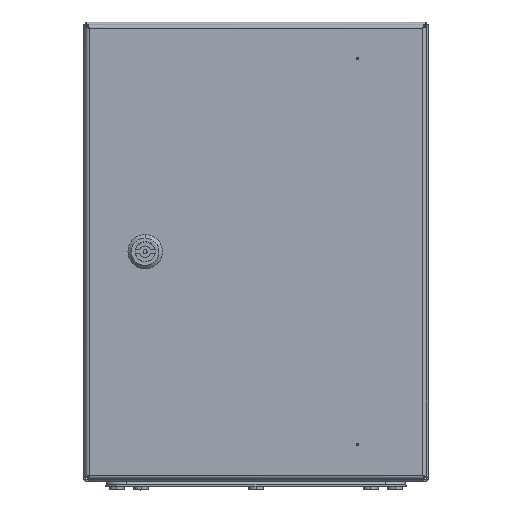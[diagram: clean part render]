
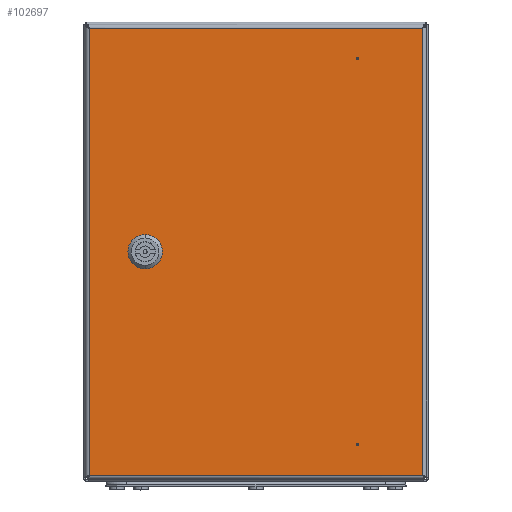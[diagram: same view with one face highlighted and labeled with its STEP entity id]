
A CAD part, top view. The second image highlights one B-rep face of the part: STEP entity #102697.
In plain terms, the highlighted planar face has unit normal (0, 0, 1).
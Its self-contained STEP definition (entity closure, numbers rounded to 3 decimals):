
#1241 = DIRECTION ( 'NONE',  ( 1., 0., 0. ) ) ;
#2022 = CARTESIAN_POINT ( 'NONE',  ( -86.5, -5.154, 0. ) ) ;
#2796 = EDGE_CURVE ( 'NONE', #52485, #107719, #32619, .T. ) ;
#4061 = CIRCLE ( 'NONE', #62339, 0.888 ) ;
#4124 = CARTESIAN_POINT ( 'NONE',  ( 88.5, 168.888, 0. ) ) ;
#4544 = CARTESIAN_POINT ( 'NONE',  ( -101.654, -10., 0. ) ) ;
#4697 = EDGE_CURVE ( 'NONE', #56409, #55745, #68760, .T. ) ;
#4788 = ORIENTED_EDGE ( 'NONE', *, *, #102017, .T. ) ;
#5036 = CARTESIAN_POINT ( 'NONE',  ( 88.5, 167.112, 0. ) ) ;
#5315 = CARTESIAN_POINT ( 'NONE',  ( 145.1, -196.246, 0. ) ) ;
#5744 = FACE_OUTER_BOUND ( 'NONE', #26970, .T. ) ;
#6586 = PLANE ( 'NONE',  #45179 ) ;
#8359 = EDGE_CURVE ( 'NONE', #45293, #72173, #111092, .T. ) ;
#9978 = CIRCLE ( 'NONE', #83394, 11.25 ) ;
#10119 = LINE ( 'NONE', #25501, #45801 ) ;
#11001 = DIRECTION ( 'NONE',  ( 1., 0., 0. ) ) ;
#11419 = EDGE_CURVE ( 'NONE', #72173, #45293, #4061, .T. ) ;
#12530 = FACE_BOUND ( 'NONE', #48168, .T. ) ;
#13994 = CARTESIAN_POINT ( 'NONE',  ( -91.346, 10., 0. ) ) ;
#14127 = CARTESIAN_POINT ( 'NONE',  ( -96.5, 0., 0. ) ) ;
#14553 = CARTESIAN_POINT ( 'NONE',  ( -86.5, 5.154, 0. ) ) ;
#14950 = EDGE_CURVE ( 'NONE', #78881, #99805, #42089, .T. ) ;
#15421 = LINE ( 'NONE', #40882, #92244 ) ;
#16478 = EDGE_CURVE ( 'NONE', #107719, #77767, #85990, .T. ) ;
#17296 = CARTESIAN_POINT ( 'NONE',  ( 88.5, -167.112, 0. ) ) ;
#17324 = CARTESIAN_POINT ( 'NONE',  ( 88.5, -168.888, 0. ) ) ;
#19407 = ORIENTED_EDGE ( 'NONE', *, *, #2796, .F. ) ;
#20619 = DIRECTION ( 'NONE',  ( -1., 0., 0. ) ) ;
#20785 = VERTEX_POINT ( 'NONE', #35396 ) ;
#22235 = DIRECTION ( 'NONE',  ( 0., 1., 0. ) ) ;
#23104 = ORIENTED_EDGE ( 'NONE', *, *, #83009, .T. ) ;
#23526 = LINE ( 'NONE', #46687, #81165 ) ;
#25092 = ORIENTED_EDGE ( 'NONE', *, *, #4697, .F. ) ;
#25501 = CARTESIAN_POINT ( 'NONE',  ( -146.746, -194.6, 0. ) ) ;
#25895 = DIRECTION ( 'NONE',  ( 1., 0., 0. ) ) ;
#26400 = VECTOR ( 'NONE', #22235, 1000. ) ;
#26970 = EDGE_LOOP ( 'NONE', ( #109843, #4788, #23104, #76428 ) ) ;
#27555 = VECTOR ( 'NONE', #54153, 1000. ) ;
#28200 = CIRCLE ( 'NONE', #85074, 11.25 ) ;
#28205 = VECTOR ( 'NONE', #91133, 1000. ) ;
#28767 = CARTESIAN_POINT ( 'NONE',  ( -106.5, 5.154, 0. ) ) ;
#29979 = LINE ( 'NONE', #86268, #104161 ) ;
#30153 = DIRECTION ( 'NONE',  ( 0., 0., 1. ) ) ;
#32619 = CIRCLE ( 'NONE', #75202, 11.25 ) ;
#35179 = VERTEX_POINT ( 'NONE', #57696 ) ;
#35396 = CARTESIAN_POINT ( 'NONE',  ( 145.1, -194.6, 0. ) ) ;
#37346 = EDGE_CURVE ( 'NONE', #49629, #35179, #29979, .T. ) ;
#37737 = CARTESIAN_POINT ( 'NONE',  ( -96.5, 0., 0. ) ) ;
#38227 = CARTESIAN_POINT ( 'NONE',  ( -96.5, 0., 0. ) ) ;
#39442 = VERTEX_POINT ( 'NONE', #28767 ) ;
#40328 = EDGE_CURVE ( 'NONE', #77767, #56409, #28200, .T. ) ;
#40882 = CARTESIAN_POINT ( 'NONE',  ( -145.1, 196.246, 0. ) ) ;
#41965 = ORIENTED_EDGE ( 'NONE', *, *, #8359, .F. ) ;
#41967 = LINE ( 'NONE', #100732, #28205 ) ;
#42089 = CIRCLE ( 'NONE', #43406, 0.888 ) ;
#43354 = VERTEX_POINT ( 'NONE', #49030 ) ;
#43360 = VECTOR ( 'NONE', #90925, 1000. ) ;
#43406 = AXIS2_PLACEMENT_3D ( 'NONE', #89657, #53581, #11001 ) ;
#45179 = AXIS2_PLACEMENT_3D ( 'NONE', #111376, #58731, #85604 ) ;
#45293 = VERTEX_POINT ( 'NONE', #17324 ) ;
#45801 = VECTOR ( 'NONE', #60337, 1000. ) ;
#45921 = CARTESIAN_POINT ( 'NONE',  ( 88.5, 168., 0. ) ) ;
#46313 = CARTESIAN_POINT ( 'NONE',  ( -101.654, 10., 0. ) ) ;
#46687 = CARTESIAN_POINT ( 'NONE',  ( -101.654, 10., 0. ) ) ;
#48168 = EDGE_LOOP ( 'NONE', ( #76573, #105521, #56257, #25092, #98411, #52158, #19407, #83989 ) ) ;
#49030 = CARTESIAN_POINT ( 'NONE',  ( -145.1, -194.6, 0. ) ) ;
#49109 = EDGE_CURVE ( 'NONE', #20785, #49629, #58056, .T. ) ;
#49528 = CIRCLE ( 'NONE', #78675, 0.888 ) ;
#49572 = EDGE_CURVE ( 'NONE', #61627, #39442, #9978, .T. ) ;
#49629 = VERTEX_POINT ( 'NONE', #109564 ) ;
#50745 = CIRCLE ( 'NONE', #63215, 11.25 ) ;
#52158 = ORIENTED_EDGE ( 'NONE', *, *, #16478, .F. ) ;
#52371 = FACE_BOUND ( 'NONE', #96194, .T. ) ;
#52485 = VERTEX_POINT ( 'NONE', #54539 ) ;
#53581 = DIRECTION ( 'NONE',  ( 0., 0., 1. ) ) ;
#54153 = DIRECTION ( 'NONE',  ( 0., 1., 0. ) ) ;
#54350 = DIRECTION ( 'NONE',  ( 0., 0., 1. ) ) ;
#54539 = CARTESIAN_POINT ( 'NONE',  ( -106.5, -5.154, 0. ) ) ;
#55745 = VERTEX_POINT ( 'NONE', #14553 ) ;
#56257 = ORIENTED_EDGE ( 'NONE', *, *, #88718, .F. ) ;
#56409 = VERTEX_POINT ( 'NONE', #2022 ) ;
#57696 = CARTESIAN_POINT ( 'NONE',  ( -145.1, 194.6, 0. ) ) ;
#58056 = LINE ( 'NONE', #5315, #26400 ) ;
#58445 = EDGE_CURVE ( 'NONE', #39442, #52485, #41967, .T. ) ;
#58731 = DIRECTION ( 'NONE',  ( 0., 0., 1. ) ) ;
#60337 = DIRECTION ( 'NONE',  ( 1., 0., 0. ) ) ;
#61627 = VERTEX_POINT ( 'NONE', #46313 ) ;
#62197 = CARTESIAN_POINT ( 'NONE',  ( -86.5, 5.154, 0. ) ) ;
#62339 = AXIS2_PLACEMENT_3D ( 'NONE', #79098, #96731, #62564 ) ;
#62564 = DIRECTION ( 'NONE',  ( 1., 0., 0. ) ) ;
#63215 = AXIS2_PLACEMENT_3D ( 'NONE', #37737, #81035, #1241 ) ;
#64714 = FACE_BOUND ( 'NONE', #66958, .T. ) ;
#66958 = EDGE_LOOP ( 'NONE', ( #69287, #41965 ) ) ;
#68760 = LINE ( 'NONE', #62197, #27555 ) ;
#68912 = EDGE_CURVE ( 'NONE', #108176, #61627, #23526, .T. ) ;
#69287 = ORIENTED_EDGE ( 'NONE', *, *, #11419, .F. ) ;
#72173 = VERTEX_POINT ( 'NONE', #17296 ) ;
#74110 = EDGE_CURVE ( 'NONE', #99805, #78881, #49528, .T. ) ;
#75202 = AXIS2_PLACEMENT_3D ( 'NONE', #97196, #104553, #25895 ) ;
#75399 = DIRECTION ( 'NONE',  ( 0., -1., 0. ) ) ;
#75517 = DIRECTION ( 'NONE',  ( 0., 0., 1. ) ) ;
#76428 = ORIENTED_EDGE ( 'NONE', *, *, #49109, .T. ) ;
#76573 = ORIENTED_EDGE ( 'NONE', *, *, #49572, .F. ) ;
#77767 = VERTEX_POINT ( 'NONE', #84633 ) ;
#78675 = AXIS2_PLACEMENT_3D ( 'NONE', #45921, #54350, #89249 ) ;
#78881 = VERTEX_POINT ( 'NONE', #5036 ) ;
#79098 = CARTESIAN_POINT ( 'NONE',  ( 88.5, -168., 0. ) ) ;
#81035 = DIRECTION ( 'NONE',  ( 0., 0., 1. ) ) ;
#81165 = VECTOR ( 'NONE', #20619, 1000. ) ;
#83009 = EDGE_CURVE ( 'NONE', #43354, #20785, #10119, .T. ) ;
#83236 = CARTESIAN_POINT ( 'NONE',  ( -101.654, -10., 0. ) ) ;
#83394 = AXIS2_PLACEMENT_3D ( 'NONE', #38227, #30153, #99576 ) ;
#83989 = ORIENTED_EDGE ( 'NONE', *, *, #58445, .F. ) ;
#84633 = CARTESIAN_POINT ( 'NONE',  ( -91.346, -10., 0. ) ) ;
#85074 = AXIS2_PLACEMENT_3D ( 'NONE', #14127, #75517, #101997 ) ;
#85604 = DIRECTION ( 'NONE',  ( 1., 0., 0. ) ) ;
#85990 = LINE ( 'NONE', #83236, #43360 ) ;
#86268 = CARTESIAN_POINT ( 'NONE',  ( 146.746, 194.6, 0. ) ) ;
#88718 = EDGE_CURVE ( 'NONE', #55745, #108176, #50745, .T. ) ;
#88820 = ORIENTED_EDGE ( 'NONE', *, *, #74110, .F. ) ;
#89249 = DIRECTION ( 'NONE',  ( 1., 0., 0. ) ) ;
#89657 = CARTESIAN_POINT ( 'NONE',  ( 88.5, 168., 0. ) ) ;
#90925 = DIRECTION ( 'NONE',  ( 1., 0., 0. ) ) ;
#91133 = DIRECTION ( 'NONE',  ( 0., -1., 0. ) ) ;
#91984 = CARTESIAN_POINT ( 'NONE',  ( 88.5, -168., 0. ) ) ;
#92244 = VECTOR ( 'NONE', #75399, 1000. ) ;
#92751 = DIRECTION ( 'NONE',  ( 0., 0., 1. ) ) ;
#96194 = EDGE_LOOP ( 'NONE', ( #102330, #88820 ) ) ;
#96731 = DIRECTION ( 'NONE',  ( 0., 0., 1. ) ) ;
#97196 = CARTESIAN_POINT ( 'NONE',  ( -96.5, 0., 0. ) ) ;
#98411 = ORIENTED_EDGE ( 'NONE', *, *, #40328, .F. ) ;
#99576 = DIRECTION ( 'NONE',  ( 1., 0., 0. ) ) ;
#99805 = VERTEX_POINT ( 'NONE', #4124 ) ;
#100732 = CARTESIAN_POINT ( 'NONE',  ( -106.5, 5.154, 0. ) ) ;
#100831 = DIRECTION ( 'NONE',  ( 1., 0., 0. ) ) ;
#101997 = DIRECTION ( 'NONE',  ( 1., 0., 0. ) ) ;
#102017 = EDGE_CURVE ( 'NONE', #35179, #43354, #15421, .T. ) ;
#102330 = ORIENTED_EDGE ( 'NONE', *, *, #14950, .F. ) ;
#102697 = ADVANCED_FACE ( 'NONE', ( #64714, #52371, #12530, #5744 ), #6586, .T. ) ;
#104161 = VECTOR ( 'NONE', #112790, 1000. ) ;
#104553 = DIRECTION ( 'NONE',  ( 0., 0., 1. ) ) ;
#104936 = AXIS2_PLACEMENT_3D ( 'NONE', #91984, #92751, #100831 ) ;
#105521 = ORIENTED_EDGE ( 'NONE', *, *, #68912, .F. ) ;
#107719 = VERTEX_POINT ( 'NONE', #4544 ) ;
#108176 = VERTEX_POINT ( 'NONE', #13994 ) ;
#109564 = CARTESIAN_POINT ( 'NONE',  ( 145.1, 194.6, 0. ) ) ;
#109843 = ORIENTED_EDGE ( 'NONE', *, *, #37346, .T. ) ;
#111092 = CIRCLE ( 'NONE', #104936, 0.888 ) ;
#111376 = CARTESIAN_POINT ( 'NONE',  ( 0., 0., 0. ) ) ;
#112790 = DIRECTION ( 'NONE',  ( -1., 0., 0. ) ) ;
